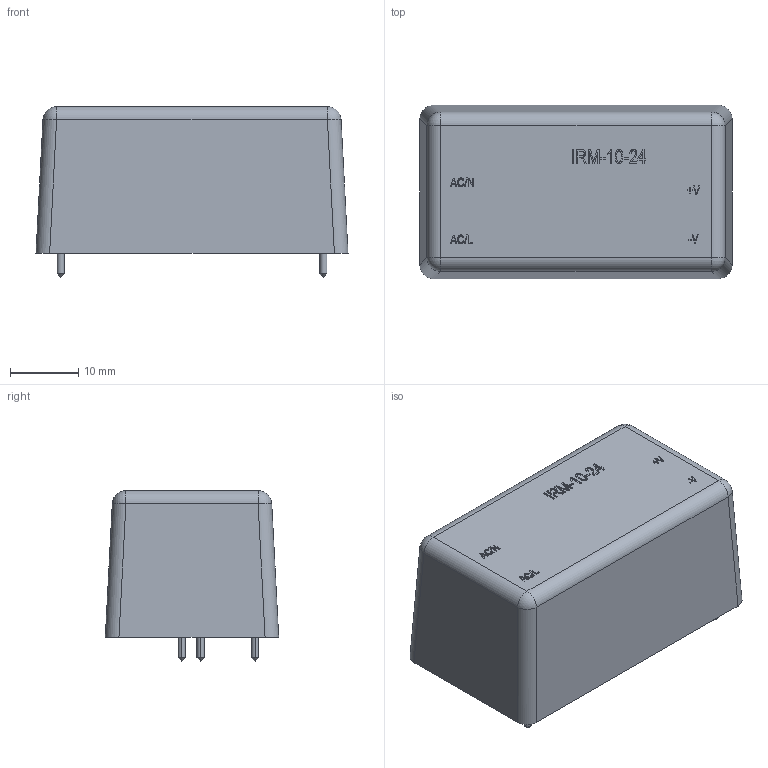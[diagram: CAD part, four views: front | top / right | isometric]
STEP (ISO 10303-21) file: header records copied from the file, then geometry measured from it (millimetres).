
FILE_DESCRIPTION (( 'STEP AP214' ), '1' );
FILE_NAME ('User Library-IRM-10-24.STEP', '2016-07-01T13:10:01', ( 'Windows User' ), ( '' ), 'SwSTEP 2.0', 'SolidWorks 2016', '' );
FILE_SCHEMA (( 'AUTOMOTIVE_DESIGN' ));
Length unit declared in the file: millimetre
Products named in the file (1): User Library-IRM-10-24
Bounding box: 45.7 x 25.4 x 25 mm (x, y, z)
Volume: 23111 mm3; surface area: 4997.4 mm2
Topology: 1 solids, 1 shells, 255 faces, 649 edges, 426 vertices
Faces by surface type: plane 176, bspline 51, cylinder 16, cone 8, sphere 4
Entity records: 13004 total; most frequent: CARTESIAN_POINT 4546, ORIENTED_EDGE 1298, DIRECTION 989, EDGE_CURVE 649, LINE 507, VECTOR 507, VERTEX_POINT 426, EDGE_LOOP 285
